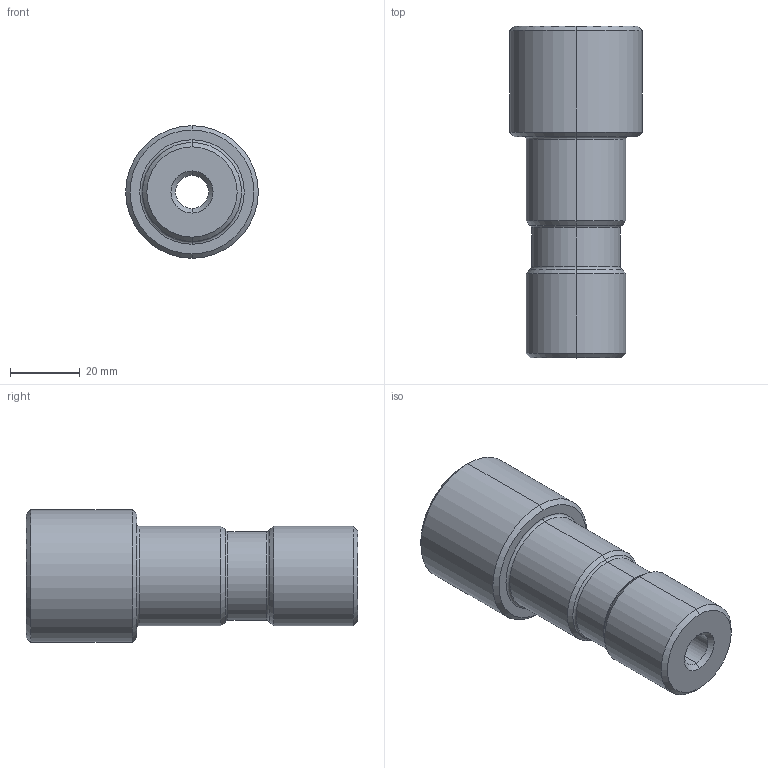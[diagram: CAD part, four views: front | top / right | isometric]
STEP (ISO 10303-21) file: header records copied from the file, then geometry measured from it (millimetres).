
FILE_DESCRIPTION (( 'STEP AP203' ), '1' );
FILE_NAME ('FB360_V1_27.STEP', '2016-05-30T06:58:36', ( '' ), ( '' ), 'SwSTEP 2.0', 'SolidWorks 2016', '' );
FILE_SCHEMA (( 'CONFIG_CONTROL_DESIGN' ));
Length unit declared in the file: inch
Products named in the file (1): FB360_V1_27
Bounding box: 38.1 x 95.25 x 38.1 mm (x, y, z)
Volume: 56473.8 mm3; surface area: 15396.6 mm2
Topology: 1 solids, 1 shells, 36 faces, 72 edges, 40 vertices
Faces by surface type: cone 12, cylinder 12, torus 8, plane 4
Entity records: 1015 total; most frequent: DIRECTION 194, CARTESIAN_POINT 149, ORIENTED_EDGE 144, AXIS2_PLACEMENT_3D 85, EDGE_CURVE 72, CIRCLE 48, EDGE_LOOP 40, VERTEX_POINT 40
